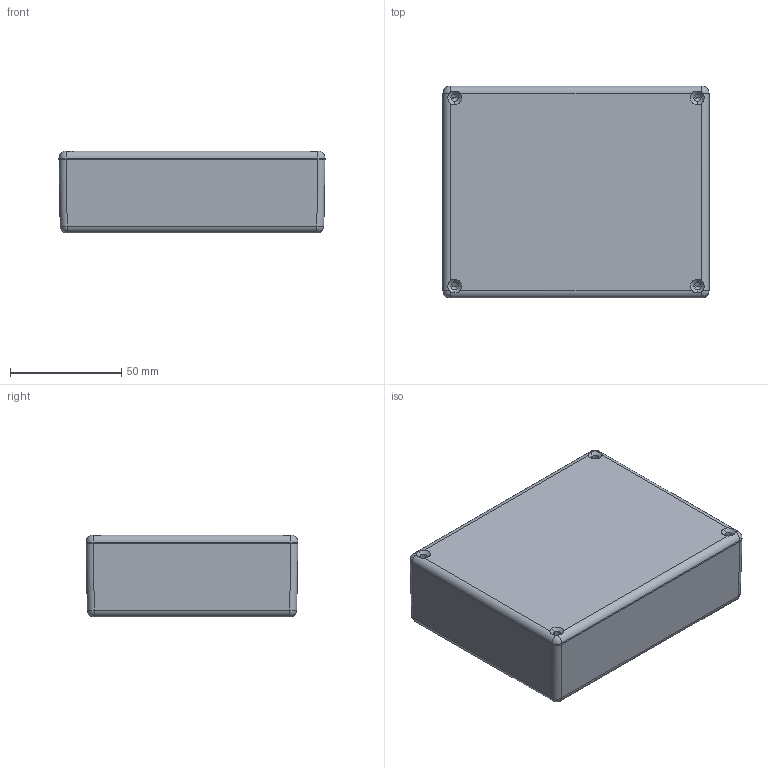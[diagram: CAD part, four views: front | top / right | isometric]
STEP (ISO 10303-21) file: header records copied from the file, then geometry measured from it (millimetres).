
FILE_DESCRIPTION (( 'STEP AP214' ), '1' );
FILE_NAME ('11351_assembly.STEP', '2015-09-03T19:07:57', ( '' ), ( '' ), 'SwSTEP 2.0', 'SolidWorks 2014', '' );
FILE_SCHEMA (( 'AUTOMOTIVE_DESIGN' ));
Length unit declared in the file: inch
Products named in the file (3): 11351_lid; 11351_body; 11351_assembly
Assembly tree (2 placements, depth 2):
  11351_assembly
    11351_body
    11351_lid
Bounding box: 119.63 x 95.25 x 36.83 mm (x, y, z)
Volume: 94921.9 mm3; surface area: 74664.8 mm2
Topology: 2 solids, 2 shells, 119 faces, 312 edges, 192 vertices
Faces by surface type: cylinder 56, plane 39, cone 16, sphere 8
Entity records: 3842 total; most frequent: CARTESIAN_POINT 800, DIRECTION 632, ORIENTED_EDGE 608, EDGE_CURVE 304, AXIS2_PLACEMENT_3D 232, VERTEX_POINT 192, VECTOR 168, LINE 168
